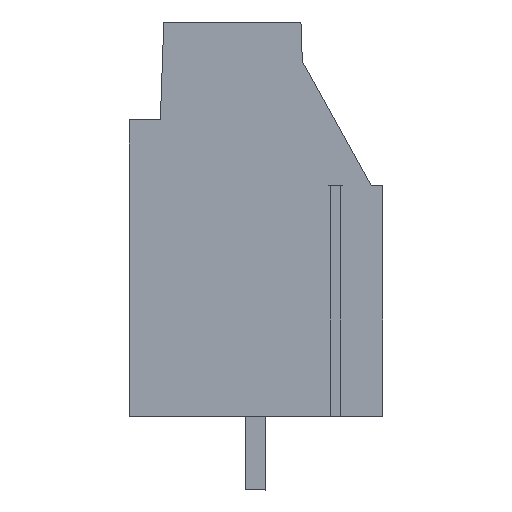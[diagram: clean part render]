
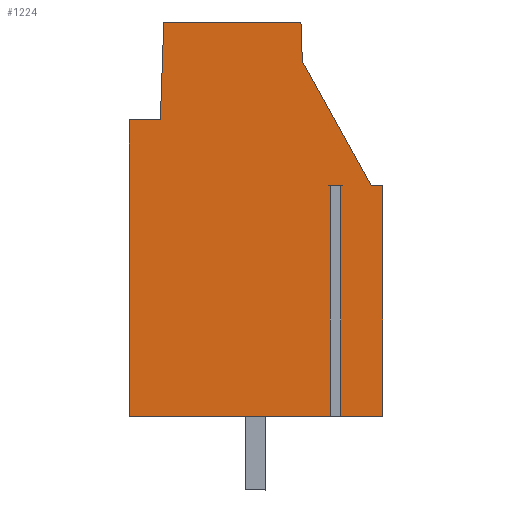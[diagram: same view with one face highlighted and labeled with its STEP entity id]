
A CAD part, left-side view. The second image highlights one B-rep face of the part: STEP entity #1224.
In plain terms, the highlighted planar face has unit normal (-1, 0, 0).
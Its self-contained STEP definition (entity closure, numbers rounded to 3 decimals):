
#1132=AXIS2_PLACEMENT_3D('Plane Axis2P3D',#1129,#1130,#1131) ;
#610=CARTESIAN_POINT('Vertex',(0.,0.5,13.2)) ;
#615=CARTESIAN_POINT('Line Origine',(0.,0.25,13.2)) ;
#619=CARTESIAN_POINT('Vertex',(0.,0.,13.2)) ;
#658=CARTESIAN_POINT('Vertex',(0.,3.49,18.592)) ;
#663=CARTESIAN_POINT('Line Origine',(0.,1.995,15.896)) ;
#1129=CARTESIAN_POINT('Axis2P3D Location',(0.,11.,0.)) ;
#1134=CARTESIAN_POINT('Line Origine',(0.,0.912,3.2)) ;
#1138=CARTESIAN_POINT('Vertex',(0.,1.825,3.2)) ;
#1140=CARTESIAN_POINT('Vertex',(0.,0.,3.2)) ;
#1143=CARTESIAN_POINT('Line Origine',(0.,0.,8.2)) ;
#1148=CARTESIAN_POINT('Line Origine',(0.,3.52,19.446)) ;
#1152=CARTESIAN_POINT('Vertex',(0.,3.55,20.3)) ;
#1155=CARTESIAN_POINT('Line Origine',(0.,6.525,20.3)) ;
#1159=CARTESIAN_POINT('Vertex',(0.,9.5,20.3)) ;
#1162=CARTESIAN_POINT('Line Origine',(0.,9.574,18.175)) ;
#1166=CARTESIAN_POINT('Vertex',(0.,9.648,16.05)) ;
#1169=CARTESIAN_POINT('Line Origine',(0.,10.324,16.05)) ;
#1173=CARTESIAN_POINT('Vertex',(0.,11.,16.05)) ;
#1176=CARTESIAN_POINT('Line Origine',(0.,11.,9.625)) ;
#1180=CARTESIAN_POINT('Vertex',(0.,11.,3.2)) ;
#1183=CARTESIAN_POINT('Line Origine',(0.,6.638,3.2)) ;
#1187=CARTESIAN_POINT('Vertex',(0.,2.275,3.2)) ;
#1190=CARTESIAN_POINT('Line Origine',(0.,2.275,8.2)) ;
#1194=CARTESIAN_POINT('Vertex',(0.,2.275,13.2)) ;
#1197=CARTESIAN_POINT('Line Origine',(0.,2.05,13.2)) ;
#1201=CARTESIAN_POINT('Vertex',(0.,1.825,13.2)) ;
#1204=CARTESIAN_POINT('Line Origine',(0.,1.825,8.2)) ;
#616=DIRECTION('Vector Direction',(0.,-1.,0.)) ;
#664=DIRECTION('Vector Direction',(0.,-0.485,-0.875)) ;
#1130=DIRECTION('Axis2P3D Direction',(-1.,0.,0.)) ;
#1131=DIRECTION('Axis2P3D XDirection',(0.,-1.,0.)) ;
#1135=DIRECTION('Vector Direction',(0.,1.,0.)) ;
#1144=DIRECTION('Vector Direction',(0.,0.,-1.)) ;
#1149=DIRECTION('Vector Direction',(0.,0.035,0.999)) ;
#1156=DIRECTION('Vector Direction',(0.,-1.,0.)) ;
#1163=DIRECTION('Vector Direction',(0.,0.035,-0.999)) ;
#1170=DIRECTION('Vector Direction',(0.,-1.,0.)) ;
#1177=DIRECTION('Vector Direction',(0.,0.,1.)) ;
#1184=DIRECTION('Vector Direction',(0.,1.,0.)) ;
#1191=DIRECTION('Vector Direction',(0.,0.,1.)) ;
#1198=DIRECTION('Vector Direction',(0.,-1.,0.)) ;
#1205=DIRECTION('Vector Direction',(0.,0.,1.)) ;
#617=VECTOR('Line Direction',#616,1.) ;
#665=VECTOR('Line Direction',#664,1.) ;
#1136=VECTOR('Line Direction',#1135,1.) ;
#1145=VECTOR('Line Direction',#1144,1.) ;
#1150=VECTOR('Line Direction',#1149,1.) ;
#1157=VECTOR('Line Direction',#1156,1.) ;
#1164=VECTOR('Line Direction',#1163,1.) ;
#1171=VECTOR('Line Direction',#1170,1.) ;
#1178=VECTOR('Line Direction',#1177,1.) ;
#1185=VECTOR('Line Direction',#1184,1.) ;
#1192=VECTOR('Line Direction',#1191,1.) ;
#1199=VECTOR('Line Direction',#1198,1.) ;
#1206=VECTOR('Line Direction',#1205,1.) ;
#1210=ORIENTED_EDGE('',*,*,#1142,.T.) ;
#1211=ORIENTED_EDGE('',*,*,#1147,.T.) ;
#1212=ORIENTED_EDGE('',*,*,#621,.T.) ;
#1213=ORIENTED_EDGE('',*,*,#667,.T.) ;
#1214=ORIENTED_EDGE('',*,*,#1154,.T.) ;
#1215=ORIENTED_EDGE('',*,*,#1161,.T.) ;
#1216=ORIENTED_EDGE('',*,*,#1168,.T.) ;
#1217=ORIENTED_EDGE('',*,*,#1175,.T.) ;
#1218=ORIENTED_EDGE('',*,*,#1182,.T.) ;
#1219=ORIENTED_EDGE('',*,*,#1189,.T.) ;
#1220=ORIENTED_EDGE('',*,*,#1196,.T.) ;
#1221=ORIENTED_EDGE('',*,*,#1203,.F.) ;
#1222=ORIENTED_EDGE('',*,*,#1208,.F.) ;
#1224=ADVANCED_FACE('KLSC M3x6.3.1',(#1223),#1133,.T.) ;
#621=EDGE_CURVE('',#620,#611,#618,.F.) ;
#667=EDGE_CURVE('',#611,#659,#666,.F.) ;
#1142=EDGE_CURVE('',#1139,#1141,#1137,.F.) ;
#1147=EDGE_CURVE('',#1141,#620,#1146,.F.) ;
#1154=EDGE_CURVE('',#659,#1153,#1151,.T.) ;
#1161=EDGE_CURVE('',#1153,#1160,#1158,.F.) ;
#1168=EDGE_CURVE('',#1160,#1167,#1165,.T.) ;
#1175=EDGE_CURVE('',#1167,#1174,#1172,.F.) ;
#1182=EDGE_CURVE('',#1174,#1181,#1179,.F.) ;
#1189=EDGE_CURVE('',#1181,#1188,#1186,.F.) ;
#1196=EDGE_CURVE('',#1188,#1195,#1193,.T.) ;
#1203=EDGE_CURVE('',#1202,#1195,#1200,.F.) ;
#1208=EDGE_CURVE('',#1139,#1202,#1207,.T.) ;
#1209=EDGE_LOOP('',(#1210,#1211,#1212,#1213,#1214,#1215,#1216,#1217,#1218,#1219,#1220,#1221,#1222)) ;
#1223=FACE_OUTER_BOUND('',#1209,.T.) ;
#618=LINE('Line',#615,#617) ;
#666=LINE('Line',#663,#665) ;
#1137=LINE('Line',#1134,#1136) ;
#1146=LINE('Line',#1143,#1145) ;
#1151=LINE('Line',#1148,#1150) ;
#1158=LINE('Line',#1155,#1157) ;
#1165=LINE('Line',#1162,#1164) ;
#1172=LINE('Line',#1169,#1171) ;
#1179=LINE('Line',#1176,#1178) ;
#1186=LINE('Line',#1183,#1185) ;
#1193=LINE('Line',#1190,#1192) ;
#1200=LINE('Line',#1197,#1199) ;
#1207=LINE('Line',#1204,#1206) ;
#1133=PLANE('',#1132) ;
#611=VERTEX_POINT('',#610) ;
#620=VERTEX_POINT('',#619) ;
#659=VERTEX_POINT('',#658) ;
#1139=VERTEX_POINT('',#1138) ;
#1141=VERTEX_POINT('',#1140) ;
#1153=VERTEX_POINT('',#1152) ;
#1160=VERTEX_POINT('',#1159) ;
#1167=VERTEX_POINT('',#1166) ;
#1174=VERTEX_POINT('',#1173) ;
#1181=VERTEX_POINT('',#1180) ;
#1188=VERTEX_POINT('',#1187) ;
#1195=VERTEX_POINT('',#1194) ;
#1202=VERTEX_POINT('',#1201) ;
